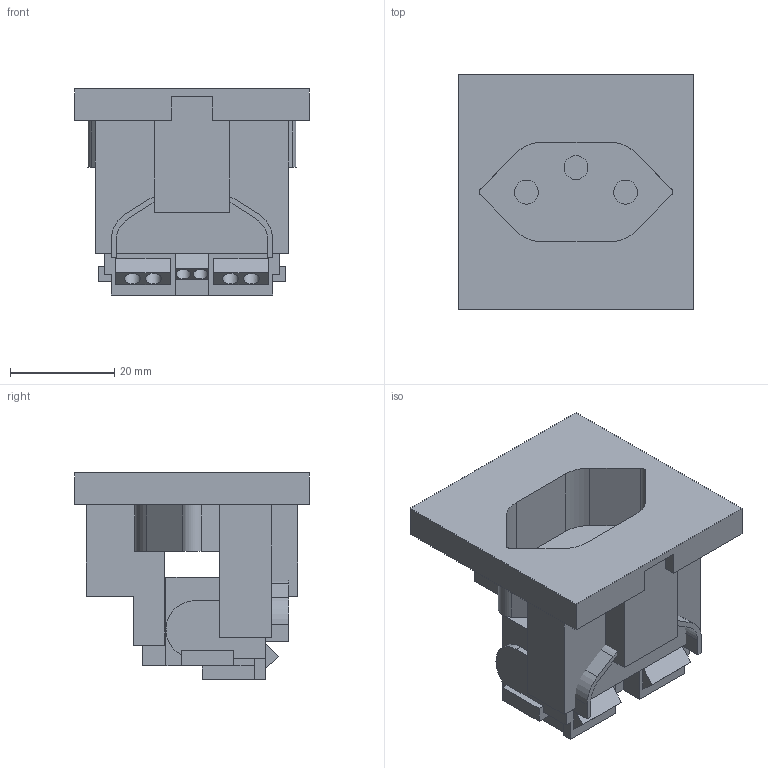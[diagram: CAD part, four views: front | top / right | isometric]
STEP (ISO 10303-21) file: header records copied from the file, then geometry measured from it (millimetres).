
FILE_DESCRIPTION (( 'STEP AP214' ), '1' );
FILE_NAME ('6117200.stp', '2023-06-06T08:42:28', ( '' ), ( '' ), 'SwSTEP 2.0', 'SolidWorks 2022', '' );
FILE_SCHEMA (( 'AUTOMOTIVE_DESIGN' ));
Length unit declared in the file: millimetre
Products named in the file (4): P_6117200_3_Standard; P_6117200_2_Standard; 6117200; P_6117200_4
Assembly tree (3 placements, depth 2):
  6117200
    P_6117200_4
    P_6117200_3_Standard
    P_6117200_2_Standard
Bounding box: 45 x 45 x 39.5 mm (x, y, z)
Volume: 22281.5 mm3; surface area: 21458.7 mm2
Topology: 3 solids, 3 shells, 193 faces, 553 edges, 369 vertices
Faces by surface type: plane 160, cylinder 33
Full cylindrical faces by diameter (mm): 2.8 x2, 3 x4, 4.6 x3
Entity records: 6337 total; most frequent: CARTESIAN_POINT 1134, ORIENTED_EDGE 1074, DIRECTION 991, EDGE_CURVE 537, LINE 469, VECTOR 469, VERTEX_POINT 362, AXIS2_PLACEMENT_3D 261
